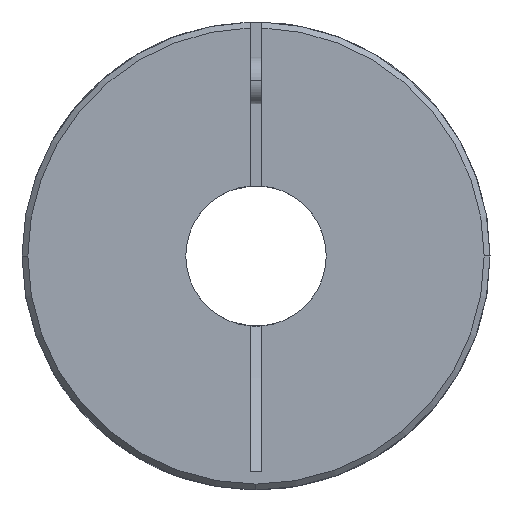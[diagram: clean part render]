
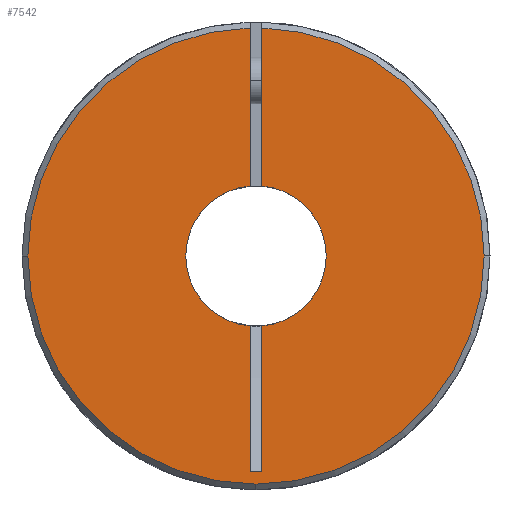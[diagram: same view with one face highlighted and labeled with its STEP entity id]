
A CAD part, left-side view. The second image highlights one B-rep face of the part: STEP entity #7542.
In plain terms, the highlighted planar face has unit normal (-1, 0, 0).
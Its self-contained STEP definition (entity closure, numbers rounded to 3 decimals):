
#186 = CARTESIAN_POINT ( 'NONE',  ( 0., 0., 0. ) ) ;
#498 = CARTESIAN_POINT ( 'NONE',  ( 0., 0.5, 1.291 ) ) ;
#635 = CARTESIAN_POINT ( 'NONE',  ( 0., 0., 0. ) ) ;
#671 = ORIENTED_EDGE ( 'NONE', *, *, #13616, .T. ) ;
#711 = CARTESIAN_POINT ( 'NONE',  ( 0., 0., 0. ) ) ;
#796 = ORIENTED_EDGE ( 'NONE', *, *, #7206, .T. ) ;
#800 = CARTESIAN_POINT ( 'NONE',  ( 0., 0., 0. ) ) ;
#834 = VERTEX_POINT ( 'NONE', #6345 ) ;
#964 = DIRECTION ( 'NONE',  ( 0., 0., -1. ) ) ;
#1271 = VECTOR ( 'NONE', #5695, 1000. ) ;
#1579 = EDGE_CURVE ( 'NONE', #2333, #5404, #12471, .T. ) ;
#1585 = EDGE_CURVE ( 'NONE', #8365, #834, #14648, .T. ) ;
#1711 = LINE ( 'NONE', #498, #1271 ) ;
#1723 = DIRECTION ( 'NONE',  ( 0., 0., -1. ) ) ;
#1787 = DIRECTION ( 'NONE',  ( 0., 0., -1. ) ) ;
#1914 = ORIENTED_EDGE ( 'NONE', *, *, #8660, .F. ) ;
#2038 = EDGE_LOOP ( 'NONE', ( #6894, #13202, #15294, #1914, #14216, #4805, #8663, #5260, #671, #7340, #796, #12897, #6238 ) ) ;
#2223 = DIRECTION ( 'NONE',  ( 1., 0., 0. ) ) ;
#2333 = VERTEX_POINT ( 'NONE', #5292 ) ;
#2350 = CIRCLE ( 'NONE', #7261, 6. ) ;
#2657 = CIRCLE ( 'NONE', #8361, 6. ) ;
#2769 = LINE ( 'NONE', #15812, #8304 ) ;
#3201 = AXIS2_PLACEMENT_3D ( 'NONE', #9501, #7968, #14537 ) ;
#3280 = DIRECTION ( 'NONE',  ( 1., 0., 0. ) ) ;
#3361 = DIRECTION ( 'NONE',  ( 1., 0., 0. ) ) ;
#3404 = VERTEX_POINT ( 'NONE', #4004 ) ;
#4004 = CARTESIAN_POINT ( 'NONE',  ( 0., -6., 0. ) ) ;
#4321 = VERTEX_POINT ( 'NONE', #12030 ) ;
#4495 = CARTESIAN_POINT ( 'NONE',  ( 0., 0., 0. ) ) ;
#4617 = AXIS2_PLACEMENT_3D ( 'NONE', #186, #12055, #1723 ) ;
#4805 = ORIENTED_EDGE ( 'NONE', *, *, #6294, .T. ) ;
#4820 = CARTESIAN_POINT ( 'NONE',  ( 0., -0.5, 19.494 ) ) ;
#4984 = PLANE ( 'NONE',  #6235 ) ;
#5057 = AXIS2_PLACEMENT_3D ( 'NONE', #12416, #3361, #7293 ) ;
#5113 = CARTESIAN_POINT ( 'NONE',  ( 0., 0., -19.5 ) ) ;
#5260 = ORIENTED_EDGE ( 'NONE', *, *, #7199, .T. ) ;
#5292 = CARTESIAN_POINT ( 'NONE',  ( 0., 19.5, 0. ) ) ;
#5404 = VERTEX_POINT ( 'NONE', #9272 ) ;
#5457 = EDGE_CURVE ( 'NONE', #4321, #14526, #5477, .T. ) ;
#5477 = LINE ( 'NONE', #13450, #5715 ) ;
#5580 = EDGE_CURVE ( 'NONE', #16119, #11285, #9006, .T. ) ;
#5695 = DIRECTION ( 'NONE',  ( 0., 0., 1. ) ) ;
#5715 = VECTOR ( 'NONE', #15995, 1000. ) ;
#5775 = CARTESIAN_POINT ( 'NONE',  ( 0., -0.5, 1.291 ) ) ;
#5856 = VECTOR ( 'NONE', #14096, 1000. ) ;
#6235 = AXIS2_PLACEMENT_3D ( 'NONE', #10635, #13129, #15755 ) ;
#6238 = ORIENTED_EDGE ( 'NONE', *, *, #16691, .T. ) ;
#6294 = EDGE_CURVE ( 'NONE', #16119, #7040, #9480, .T. ) ;
#6345 = CARTESIAN_POINT ( 'NONE',  ( 0., 6., 0. ) ) ;
#6452 = CARTESIAN_POINT ( 'NONE',  ( 0., 0.5, -5.979 ) ) ;
#6894 = ORIENTED_EDGE ( 'NONE', *, *, #12921, .T. ) ;
#7040 = VERTEX_POINT ( 'NONE', #8268 ) ;
#7199 = EDGE_CURVE ( 'NONE', #3404, #14875, #2350, .T. ) ;
#7206 = EDGE_CURVE ( 'NONE', #14526, #8365, #1711, .T. ) ;
#7261 = AXIS2_PLACEMENT_3D ( 'NONE', #4495, #13418, #1787 ) ;
#7264 = CARTESIAN_POINT ( 'NONE',  ( 0., 0., 0. ) ) ;
#7293 = DIRECTION ( 'NONE',  ( 0., 0., -1. ) ) ;
#7294 = DIRECTION ( 'NONE',  ( 0., 0., -1. ) ) ;
#7340 = ORIENTED_EDGE ( 'NONE', *, *, #5457, .T. ) ;
#7434 = DIRECTION ( 'NONE',  ( 0., 0., -1. ) ) ;
#7542 = ADVANCED_FACE ( 'NONE', ( #10125 ), #4984, .T. ) ;
#7644 = DIRECTION ( 'NONE',  ( 1., 0., 0. ) ) ;
#7968 = DIRECTION ( 'NONE',  ( 1., 0., 0. ) ) ;
#8152 = CARTESIAN_POINT ( 'NONE',  ( 0., 0.5, -18.458 ) ) ;
#8253 = CARTESIAN_POINT ( 'NONE',  ( 0., -19.5, 0. ) ) ;
#8268 = CARTESIAN_POINT ( 'NONE',  ( 0., -0.5, 5.979 ) ) ;
#8304 = VECTOR ( 'NONE', #14460, 1000. ) ;
#8361 = AXIS2_PLACEMENT_3D ( 'NONE', #7264, #2223, #7434 ) ;
#8365 = VERTEX_POINT ( 'NONE', #6452 ) ;
#8660 = EDGE_CURVE ( 'NONE', #11285, #15852, #12752, .T. ) ;
#8663 = ORIENTED_EDGE ( 'NONE', *, *, #15126, .T. ) ;
#8707 = CARTESIAN_POINT ( 'NONE',  ( 0., 0.5, 1.291 ) ) ;
#9006 = CIRCLE ( 'NONE', #4617, 19.5 ) ;
#9272 = CARTESIAN_POINT ( 'NONE',  ( 0., 0.5, 19.494 ) ) ;
#9480 = LINE ( 'NONE', #5775, #13649 ) ;
#9501 = CARTESIAN_POINT ( 'NONE',  ( 0., 0., 0. ) ) ;
#9735 = AXIS2_PLACEMENT_3D ( 'NONE', #635, #14121, #12345 ) ;
#10125 = FACE_OUTER_BOUND ( 'NONE', #2038, .T. ) ;
#10471 = VERTEX_POINT ( 'NONE', #13396 ) ;
#10488 = CARTESIAN_POINT ( 'NONE',  ( 0., -0.5, -5.979 ) ) ;
#10635 = CARTESIAN_POINT ( 'NONE',  ( 0., -12.75, 0. ) ) ;
#11079 = AXIS2_PLACEMENT_3D ( 'NONE', #800, #7644, #7294 ) ;
#11285 = VERTEX_POINT ( 'NONE', #8253 ) ;
#11924 = CIRCLE ( 'NONE', #9735, 19.5 ) ;
#12030 = CARTESIAN_POINT ( 'NONE',  ( 0., -0.5, -18.458 ) ) ;
#12055 = DIRECTION ( 'NONE',  ( 1., 0., 0. ) ) ;
#12345 = DIRECTION ( 'NONE',  ( 0., 0., -1. ) ) ;
#12416 = CARTESIAN_POINT ( 'NONE',  ( 0., 0., 0. ) ) ;
#12471 = CIRCLE ( 'NONE', #5057, 19.5 ) ;
#12752 = CIRCLE ( 'NONE', #3201, 19.5 ) ;
#12897 = ORIENTED_EDGE ( 'NONE', *, *, #1585, .T. ) ;
#12905 = LINE ( 'NONE', #8707, #5856 ) ;
#12921 = EDGE_CURVE ( 'NONE', #10471, #5404, #12905, .T. ) ;
#13129 = DIRECTION ( 'NONE',  ( -1., 0., 0. ) ) ;
#13202 = ORIENTED_EDGE ( 'NONE', *, *, #1579, .F. ) ;
#13396 = CARTESIAN_POINT ( 'NONE',  ( 0., 0.5, 5.979 ) ) ;
#13418 = DIRECTION ( 'NONE',  ( 1., 0., 0. ) ) ;
#13450 = CARTESIAN_POINT ( 'NONE',  ( 0., 0., -18.458 ) ) ;
#13616 = EDGE_CURVE ( 'NONE', #14875, #4321, #2769, .T. ) ;
#13649 = VECTOR ( 'NONE', #14674, 1000. ) ;
#13812 = CIRCLE ( 'NONE', #11079, 6. ) ;
#13835 = AXIS2_PLACEMENT_3D ( 'NONE', #711, #3280, #964 ) ;
#14096 = DIRECTION ( 'NONE',  ( 0., 0., 1. ) ) ;
#14121 = DIRECTION ( 'NONE',  ( 1., 0., 0. ) ) ;
#14216 = ORIENTED_EDGE ( 'NONE', *, *, #5580, .F. ) ;
#14460 = DIRECTION ( 'NONE',  ( 0., 0., -1. ) ) ;
#14526 = VERTEX_POINT ( 'NONE', #8152 ) ;
#14537 = DIRECTION ( 'NONE',  ( 0., 0., -1. ) ) ;
#14648 = CIRCLE ( 'NONE', #13835, 6. ) ;
#14674 = DIRECTION ( 'NONE',  ( 0., 0., -1. ) ) ;
#14875 = VERTEX_POINT ( 'NONE', #10488 ) ;
#15126 = EDGE_CURVE ( 'NONE', #7040, #3404, #13812, .T. ) ;
#15294 = ORIENTED_EDGE ( 'NONE', *, *, #16401, .F. ) ;
#15755 = DIRECTION ( 'NONE',  ( 0., 0., 1. ) ) ;
#15812 = CARTESIAN_POINT ( 'NONE',  ( 0., -0.5, 1.291 ) ) ;
#15852 = VERTEX_POINT ( 'NONE', #5113 ) ;
#15995 = DIRECTION ( 'NONE',  ( 0., 1., 0. ) ) ;
#16119 = VERTEX_POINT ( 'NONE', #4820 ) ;
#16401 = EDGE_CURVE ( 'NONE', #15852, #2333, #11924, .T. ) ;
#16691 = EDGE_CURVE ( 'NONE', #834, #10471, #2657, .T. ) ;
